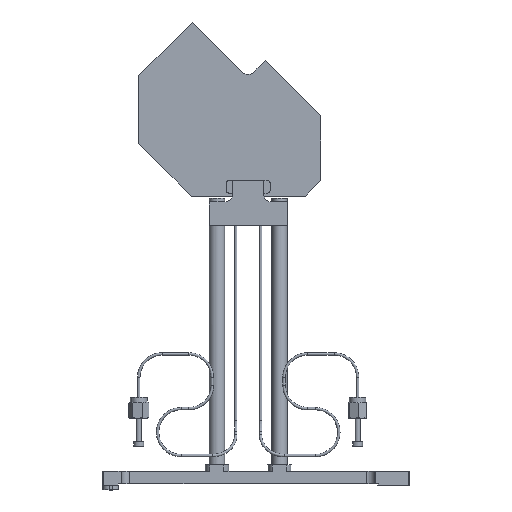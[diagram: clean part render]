
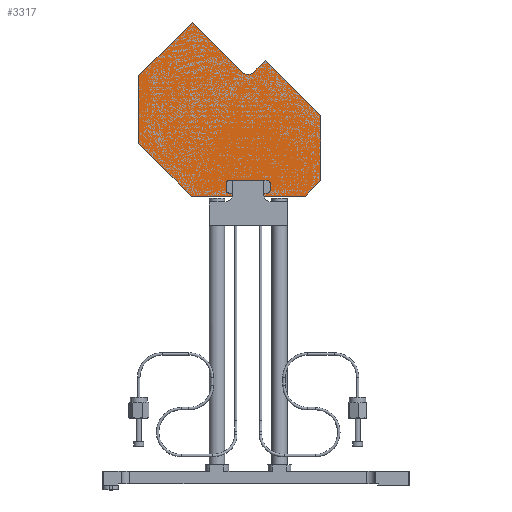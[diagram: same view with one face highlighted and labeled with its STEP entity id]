
A CAD part, top view. The second image highlights one B-rep face of the part: STEP entity #3317.
In plain terms, the highlighted face is planar.
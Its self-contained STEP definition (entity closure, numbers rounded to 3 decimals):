
#1494=CIRCLE('',#29998,5.005);
#3317=ADVANCED_FACE('',(#5550),#4758,.T.);
#4758=PLANE('',#29999);
#5550=FACE_OUTER_BOUND('',#7097,.T.);
#7097=EDGE_LOOP('',(#9006,#9007,#9008,#9009,#9010,#9011,#9012,#9013,#9014,
#9015));
#9006=ORIENTED_EDGE('',*,*,#20073,.F.);
#9007=ORIENTED_EDGE('',*,*,#20074,.F.);
#9008=ORIENTED_EDGE('',*,*,#20075,.F.);
#9009=ORIENTED_EDGE('',*,*,#20076,.F.);
#9010=ORIENTED_EDGE('',*,*,#20077,.F.);
#9011=ORIENTED_EDGE('',*,*,#20078,.F.);
#9012=ORIENTED_EDGE('',*,*,#20079,.F.);
#9013=ORIENTED_EDGE('',*,*,#20080,.F.);
#9014=ORIENTED_EDGE('',*,*,#20081,.F.);
#9015=ORIENTED_EDGE('',*,*,#20082,.F.);
#17195=VERTEX_POINT('',#41851);
#17196=VERTEX_POINT('',#41852);
#17197=VERTEX_POINT('',#41854);
#17198=VERTEX_POINT('',#41856);
#17199=VERTEX_POINT('',#41858);
#17200=VERTEX_POINT('',#41860);
#17201=VERTEX_POINT('',#41862);
#17202=VERTEX_POINT('',#41864);
#17203=VERTEX_POINT('',#41866);
#17204=VERTEX_POINT('',#41868);
#20073=EDGE_CURVE('',#17195,#17196,#24165,.T.);
#20074=EDGE_CURVE('',#17197,#17195,#24166,.T.);
#20075=EDGE_CURVE('',#17198,#17197,#24167,.T.);
#20076=EDGE_CURVE('',#17199,#17198,#24168,.T.);
#20077=EDGE_CURVE('',#17200,#17199,#24169,.T.);
#20078=EDGE_CURVE('',#17201,#17200,#24170,.T.);
#20079=EDGE_CURVE('',#17202,#17201,#24171,.T.);
#20080=EDGE_CURVE('',#17203,#17202,#24172,.T.);
#20081=EDGE_CURVE('',#17204,#17203,#24173,.T.);
#20082=EDGE_CURVE('',#17196,#17204,#1494,.T.);
#24165=LINE('',#41850,#26960);
#24166=LINE('',#41853,#26961);
#24167=LINE('',#41855,#26962);
#24168=LINE('',#41857,#26963);
#24169=LINE('',#41859,#26964);
#24170=LINE('',#41861,#26965);
#24171=LINE('',#41863,#26966);
#24172=LINE('',#41865,#26967);
#24173=LINE('',#41867,#26968);
#26960=VECTOR('',#33166,1.);
#26961=VECTOR('',#33167,1.);
#26962=VECTOR('',#33168,1.);
#26963=VECTOR('',#33169,1.);
#26964=VECTOR('',#33170,1.);
#26965=VECTOR('',#33171,1.);
#26966=VECTOR('',#33172,1.);
#26967=VECTOR('',#33173,1.);
#26968=VECTOR('',#33174,1.);
#29998=AXIS2_PLACEMENT_3D('',#41869,#33175,#33176);
#29999=AXIS2_PLACEMENT_3D('',#41870,#33177,#33178);
#33166=DIRECTION('',(0.707,-0.707,0.));
#33167=DIRECTION('',(-0.707,-0.707,0.));
#33168=DIRECTION('',(-1.,0.,0.));
#33169=DIRECTION('',(-0.707,0.707,0.));
#33170=DIRECTION('',(0.,1.,0.));
#33171=DIRECTION('',(0.707,0.707,0.));
#33172=DIRECTION('',(1.,0.,0.));
#33173=DIRECTION('',(0.707,-0.707,0.));
#33174=DIRECTION('',(-0.707,-0.707,0.));
#33175=DIRECTION('',(0.,0.,-1.));
#33176=DIRECTION('',(-1.,0.,0.));
#33177=DIRECTION('',(0.,0.,-1.));
#33178=DIRECTION('',(0.,1.,0.));
#41850=CARTESIAN_POINT('',(-21.369,35.642,-0.25));
#41851=CARTESIAN_POINT('',(-21.369,35.642,-0.25));
#41852=CARTESIAN_POINT('',(10.734,3.539,-0.25));
#41853=CARTESIAN_POINT('',(12.99,70.,-0.25));
#41854=CARTESIAN_POINT('',(12.99,70.,-0.25));
#41855=CARTESIAN_POINT('',(56.5,70.,-0.25));
#41856=CARTESIAN_POINT('',(56.5,70.,-0.25));
#41857=CARTESIAN_POINT('',(90.,36.5,-0.25));
#41858=CARTESIAN_POINT('',(90.,36.5,-0.25));
#41859=CARTESIAN_POINT('',(90.,-36.5,-0.25));
#41860=CARTESIAN_POINT('',(90.,-36.5,-0.25));
#41861=CARTESIAN_POINT('',(80.,-46.5,-0.25));
#41862=CARTESIAN_POINT('',(80.,-46.5,-0.25));
#41863=CARTESIAN_POINT('',(38.58,-46.5,-0.25));
#41864=CARTESIAN_POINT('',(38.58,-46.5,-0.25));
#41865=CARTESIAN_POINT('',(3.177,-11.096,-0.25));
#41866=CARTESIAN_POINT('',(3.177,-11.096,-0.25));
#41867=CARTESIAN_POINT('',(10.734,-3.539,-0.25));
#41868=CARTESIAN_POINT('',(10.734,-3.539,-0.25));
#41869=CARTESIAN_POINT('',(7.195,0.,-0.25));
#41870=CARTESIAN_POINT('',(41.973,13.132,-0.25));
